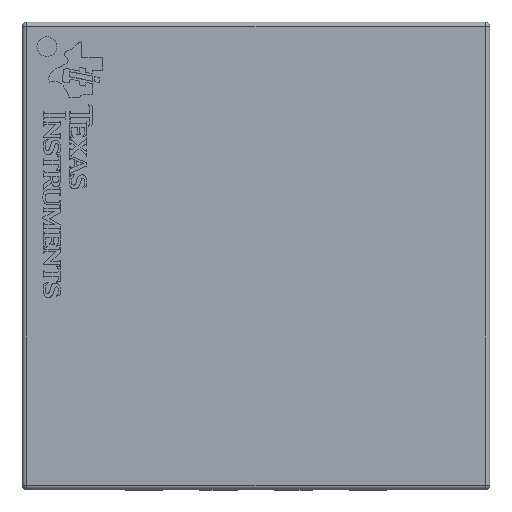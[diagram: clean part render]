
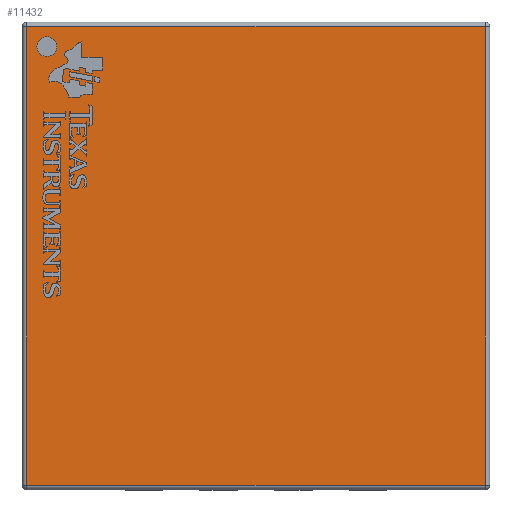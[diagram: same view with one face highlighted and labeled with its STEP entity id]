
A CAD part, top view. The second image highlights one B-rep face of the part: STEP entity #11432.
In plain terms, the highlighted planar face has unit normal (0, 0, 1).
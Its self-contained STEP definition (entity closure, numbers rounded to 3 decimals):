
#821=FACE_OUTER_BOUND('',#1472,.T.);
#1472=EDGE_LOOP('',(#8105,#8106,#8107,#8108));
#2272=LINE('',#15797,#3583);
#2273=LINE('',#15805,#3584);
#2274=LINE('',#15807,#3585);
#2275=LINE('',#15811,#3586);
#3583=VECTOR('',#13274,10.);
#3584=VECTOR('',#13287,10.);
#3585=VECTOR('',#13290,10.);
#3586=VECTOR('',#13297,10.);
#4834=VERTEX_POINT('',#15780);
#4835=VERTEX_POINT('',#15784);
#4836=VERTEX_POINT('',#15792);
#4837=VERTEX_POINT('',#15801);
#6075=EDGE_CURVE('',#4836,#4834,#2272,.T.);
#6079=EDGE_CURVE('',#4835,#4837,#2273,.T.);
#6080=EDGE_CURVE('',#4837,#4836,#2274,.T.);
#6081=EDGE_CURVE('',#4834,#4835,#2275,.T.);
#8105=ORIENTED_EDGE('',*,*,#6079,.F.);
#8106=ORIENTED_EDGE('',*,*,#6081,.F.);
#8107=ORIENTED_EDGE('',*,*,#6075,.F.);
#8108=ORIENTED_EDGE('',*,*,#6080,.F.);
#10949=PLANE('',#12271);
#11432=ADVANCED_FACE('',(#821),#10949,.T.);
#12271=AXIS2_PLACEMENT_3D('',#15813,#13300,#13301);
#13274=DIRECTION('',(0.,-1.,0.));
#13287=DIRECTION('',(0.,1.,0.));
#13290=DIRECTION('',(1.,0.,0.));
#13297=DIRECTION('',(-1.,0.,0.));
#13300=DIRECTION('center_axis',(0.,0.,1.));
#13301=DIRECTION('ref_axis',(1.,0.,0.));
#15780=CARTESIAN_POINT('',(1.225,-1.225,0.5));
#15784=CARTESIAN_POINT('',(-1.225,-1.225,0.5));
#15792=CARTESIAN_POINT('',(1.225,1.225,0.5));
#15797=CARTESIAN_POINT('',(1.225,0.,0.5));
#15801=CARTESIAN_POINT('',(-1.225,1.225,0.5));
#15805=CARTESIAN_POINT('',(-1.225,0.,0.5));
#15807=CARTESIAN_POINT('',(-0.625,1.225,0.5));
#15811=CARTESIAN_POINT('',(-0.625,-1.225,0.5));
#15813=CARTESIAN_POINT('Origin',(-1.25,0.,0.5));
